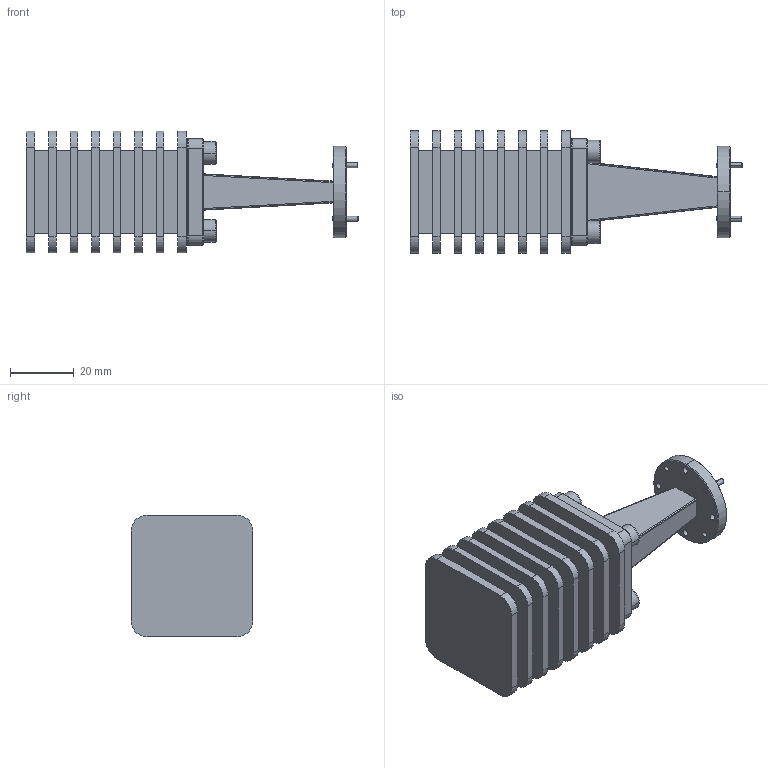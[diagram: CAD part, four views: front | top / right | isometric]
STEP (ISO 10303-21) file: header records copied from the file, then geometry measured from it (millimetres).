
FILE_DESCRIPTION (( 'STEP AP203' ), '1' );
FILE_NAME ('SWL-1947-S8.STEP', '2021-04-28T19:48:18', ( '' ), ( '' ), 'SwSTEP 2.0', 'SolidWorks 2021', '' );
FILE_SCHEMA (( 'CONFIG_CONTROL_DESIGN' ));
Length unit declared in the file: inch
Products named in the file (1): SWL-1947-S8
Bounding box: 103.79 x 38.1 x 38.1 mm (x, y, z)
Volume: 59478.5 mm3; surface area: 28642.6 mm2
Topology: 8 solids, 8 shells, 328 faces, 816 edges, 528 vertices
Faces by surface type: plane 156, cylinder 120, cone 36, torus 16
Entity records: 9825 total; most frequent: CARTESIAN_POINT 1777, DIRECTION 1726, ORIENTED_EDGE 1616, EDGE_CURVE 808, AXIS2_PLACEMENT_3D 637, VERTEX_POINT 528, LINE 452, VECTOR 452
